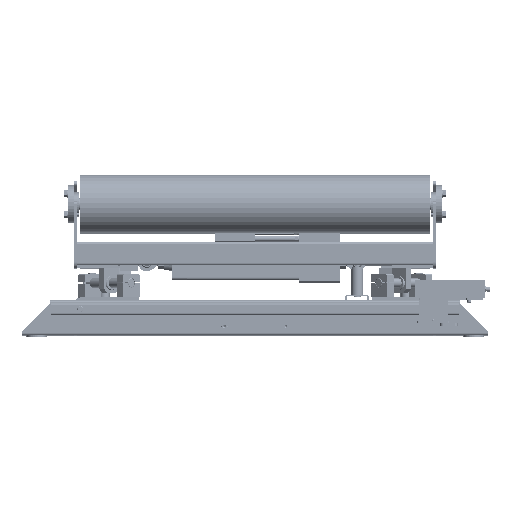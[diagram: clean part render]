
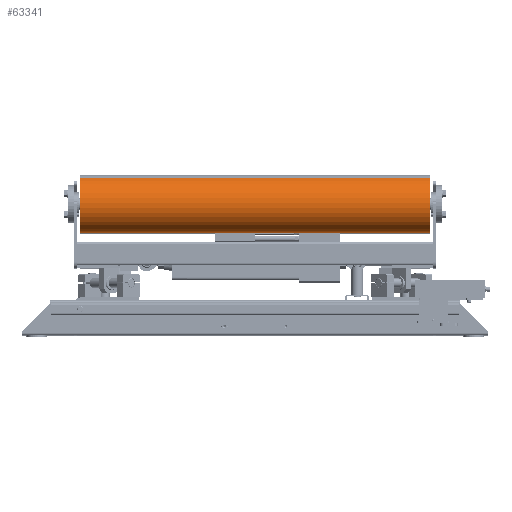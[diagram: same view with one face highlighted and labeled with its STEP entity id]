
A CAD part, top view. The second image highlights one B-rep face of the part: STEP entity #63341.
In plain terms, the highlighted cylindrical face has radius 50 mm (diameter 100 mm), a partial arc.
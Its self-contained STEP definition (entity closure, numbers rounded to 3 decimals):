
#3818 = VERTEX_POINT ( 'NONE', #118331 ) ;
#10680 = FACE_OUTER_BOUND ( 'NONE', #94391, .T. ) ;
#14998 = CARTESIAN_POINT ( 'NONE',  ( 340.829, 46.53, 220.699 ) ) ;
#16449 = ORIENTED_EDGE ( 'NONE', *, *, #75393, .T. ) ;
#19897 = AXIS2_PLACEMENT_3D ( 'NONE', #81041, #119145, #80434 ) ;
#20726 = CARTESIAN_POINT ( 'NONE',  ( 640.829, 23.621, 265.142 ) ) ;
#22657 = CARTESIAN_POINT ( 'NONE',  ( 640.829, 23.621, 265.142 ) ) ;
#30055 = VERTEX_POINT ( 'NONE', #110774 ) ;
#31533 = EDGE_CURVE ( 'NONE', #30055, #3818, #71036, .T. ) ;
#33289 = LINE ( 'NONE', #22657, #67708 ) ;
#39536 = ORIENTED_EDGE ( 'NONE', *, *, #73600, .T. ) ;
#39563 = AXIS2_PLACEMENT_3D ( 'NONE', #14998, #99269, #53065 ) ;
#46181 = ORIENTED_EDGE ( 'NONE', *, *, #31533, .F. ) ;
#48775 = CYLINDRICAL_SURFACE ( 'NONE', #39563, 50. ) ;
#52285 = CARTESIAN_POINT ( 'NONE',  ( 640.829, 69.439, 176.256 ) ) ;
#53065 = DIRECTION ( 'NONE',  ( 0., 0.458, -0.889 ) ) ;
#63341 = ADVANCED_FACE ( 'NONE', ( #10680 ), #48775, .T. ) ;
#63651 = CARTESIAN_POINT ( 'NONE',  ( 40.829, 46.53, 220.699 ) ) ;
#64991 = EDGE_CURVE ( 'NONE', #73055, #30055, #75803, .T. ) ;
#67708 = VECTOR ( 'NONE', #71957, 1000. ) ;
#71036 = LINE ( 'NONE', #52285, #117624 ) ;
#71957 = DIRECTION ( 'NONE',  ( -1., 0., 0. ) ) ;
#73055 = VERTEX_POINT ( 'NONE', #20726 ) ;
#73600 = EDGE_CURVE ( 'NONE', #73055, #112572, #33289, .T. ) ;
#75393 = EDGE_CURVE ( 'NONE', #112572, #3818, #117718, .T. ) ;
#75803 = CIRCLE ( 'NONE', #19897, 50. ) ;
#80434 = DIRECTION ( 'NONE',  ( 0., 0.458, -0.889 ) ) ;
#81041 = CARTESIAN_POINT ( 'NONE',  ( 640.829, 46.53, 220.699 ) ) ;
#81772 = DIRECTION ( 'NONE',  ( 0., 0.458, -0.889 ) ) ;
#94391 = EDGE_LOOP ( 'NONE', ( #46181, #107569, #39536, #16449 ) ) ;
#99269 = DIRECTION ( 'NONE',  ( 1., 0., 0. ) ) ;
#100165 = CARTESIAN_POINT ( 'NONE',  ( 40.829, 23.621, 265.142 ) ) ;
#101123 = DIRECTION ( 'NONE',  ( 1., 0., 0. ) ) ;
#107569 = ORIENTED_EDGE ( 'NONE', *, *, #64991, .F. ) ;
#110774 = CARTESIAN_POINT ( 'NONE',  ( 640.829, 69.439, 176.256 ) ) ;
#112572 = VERTEX_POINT ( 'NONE', #100165 ) ;
#117624 = VECTOR ( 'NONE', #118481, 1000. ) ;
#117718 = CIRCLE ( 'NONE', #121711, 50. ) ;
#118331 = CARTESIAN_POINT ( 'NONE',  ( 40.829, 69.439, 176.256 ) ) ;
#118481 = DIRECTION ( 'NONE',  ( -1., 0., 0. ) ) ;
#119145 = DIRECTION ( 'NONE',  ( 1., 0., 0. ) ) ;
#121711 = AXIS2_PLACEMENT_3D ( 'NONE', #63651, #101123, #81772 ) ;
